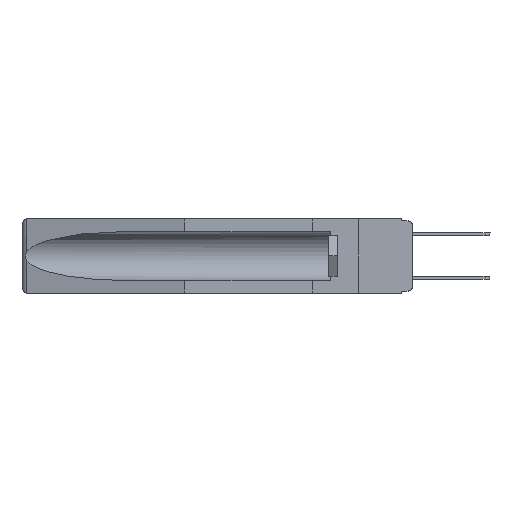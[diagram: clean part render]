
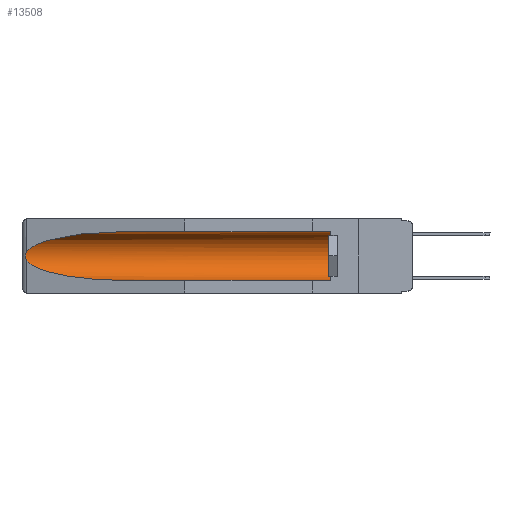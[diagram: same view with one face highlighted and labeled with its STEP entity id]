
A CAD part, left-side view. The second image highlights one B-rep face of the part: STEP entity #13508.
In plain terms, the highlighted cylindrical face has radius 2.857 mm (diameter 5.715 mm), a partial arc.
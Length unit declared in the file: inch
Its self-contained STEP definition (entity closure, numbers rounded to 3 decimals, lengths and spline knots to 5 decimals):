
#131 = VERTEX_POINT ( 'NONE', #13804 ) ;
#141 = DIRECTION ( 'NONE',  ( 0., 1., 0. ) ) ;
#2444 = VERTEX_POINT ( 'NONE', #10474 ) ;
#2473 = DIRECTION ( 'NONE',  ( 0., 0., 1. ) ) ;
#3535 =( BOUNDED_CURVE ( )  B_SPLINE_CURVE ( 3, ( #24661, #10538, #22914, #16343 ),
 .UNSPECIFIED., .F., .F. ) 
 B_SPLINE_CURVE_WITH_KNOTS ( ( 4, 4 ),
 ( 4.71239, 6.08839 ),
 .UNSPECIFIED. ) 
 CURVE ( )  GEOMETRIC_REPRESENTATION_ITEM ( )  RATIONAL_B_SPLINE_CURVE ( ( 1., 0.848, 0.848, 1. ) ) 
 REPRESENTATION_ITEM ( '' )  );
#3834 = ORIENTED_EDGE ( 'NONE', *, *, #6625, .T. ) ;
#3855 = CARTESIAN_POINT ( 'NONE',  ( 0.155, 0.126, -0.059 ) ) ;
#3897 = LINE ( 'NONE', #20970, #25227 ) ;
#3939 = AXIS2_PLACEMENT_3D ( 'NONE', #13986, #5956, #24391 ) ;
#3941 = ORIENTED_EDGE ( 'NONE', *, *, #19441, .T. ) ;
#3950 = VERTEX_POINT ( 'NONE', #3855 ) ;
#4285 = CARTESIAN_POINT ( 'NONE',  ( 0.21114, 1.30732, -0.284 ) ) ;
#4295 = CARTESIAN_POINT ( 'NONE',  ( 0.26597, 1.52961, -0.15275 ) ) ;
#4741 = CARTESIAN_POINT ( 'NONE',  ( 0.2673, 1.5327, -0.16383 ) ) ;
#5942 = CARTESIAN_POINT ( 'NONE',  ( 0.155, 1.07973, -0.059 ) ) ;
#5956 = DIRECTION ( 'NONE',  ( 0., -1., 0. ) ) ;
#6046 = VERTEX_POINT ( 'NONE', #7893 ) ;
#6275 = CARTESIAN_POINT ( 'NONE',  ( 0.155, 1.07973, -0.284 ) ) ;
#6451 = CARTESIAN_POINT ( 'NONE',  ( 0.2675, 1.53308, -0.17534 ) ) ;
#6625 = EDGE_CURVE ( 'NONE', #17879, #2444, #3535, .T. ) ;
#7705 = CIRCLE ( 'NONE', #3939, 0.1125 ) ;
#7893 = CARTESIAN_POINT ( 'NONE',  ( 0.26537, 1.52718, -0.19328 ) ) ;
#8638 = ORIENTED_EDGE ( 'NONE', *, *, #8715, .T. ) ;
#8715 = EDGE_CURVE ( 'NONE', #16814, #3950, #7705, .T. ) ;
#9853 = ORIENTED_EDGE ( 'NONE', *, *, #12026, .F. ) ;
#9967 = ORIENTED_EDGE ( 'NONE', *, *, #19829, .T. ) ;
#10474 = CARTESIAN_POINT ( 'NONE',  ( 0.26537, 1.52718, -0.14972 ) ) ;
#10538 = CARTESIAN_POINT ( 'NONE',  ( 0.21114, 1.30732, -0.059 ) ) ;
#10870 = CARTESIAN_POINT ( 'NONE',  ( 0.26655, 1.53094, -0.18657 ) ) ;
#11228 = DIRECTION ( 'NONE',  ( 0., 1., 0. ) ) ;
#11765 = EDGE_LOOP ( 'NONE', ( #3834, #26550, #3941, #9853, #8638, #9967 ) ) ;
#12026 = EDGE_CURVE ( 'NONE', #16814, #131, #3897, .T. ) ;
#12694 = CARTESIAN_POINT ( 'NONE',  ( 0.2675, 1.53308, -0.16763 ) ) ;
#13508 = ADVANCED_FACE ( 'NONE', ( #21916 ), #16099, .F. ) ;
#13804 = CARTESIAN_POINT ( 'NONE',  ( 0.155, 1.07973, -0.284 ) ) ;
#13986 = CARTESIAN_POINT ( 'NONE',  ( 0.155, 0.126, -0.1715 ) ) ;
#15185 = VECTOR ( 'NONE', #11228, 39.37008 ) ;
#16099 = CYLINDRICAL_SURFACE ( 'NONE', #22168, 0.1125 ) ;
#16343 = CARTESIAN_POINT ( 'NONE',  ( 0.26537, 1.52718, -0.14972 ) ) ;
#16652 = CARTESIAN_POINT ( 'NONE',  ( 0.25451, 1.48313, -0.24835 ) ) ;
#16663 = CARTESIAN_POINT ( 'NONE',  ( 0.26537, 1.52718, -0.14972 ) ) ;
#16787 =( BOUNDED_CURVE ( )  B_SPLINE_CURVE ( 3, ( #22624, #16652, #4285, #6275 ),
 .UNSPECIFIED., .F., .F. ) 
 B_SPLINE_CURVE_WITH_KNOTS ( ( 4, 4 ),
 ( 0.1948, 1.5708 ),
 .UNSPECIFIED. ) 
 CURVE ( )  GEOMETRIC_REPRESENTATION_ITEM ( )  RATIONAL_B_SPLINE_CURVE ( ( 1., 0.848, 0.848, 1. ) ) 
 REPRESENTATION_ITEM ( '' )  );
#16814 = VERTEX_POINT ( 'NONE', #25219 ) ;
#16848 = CARTESIAN_POINT ( 'NONE',  ( 0.26597, 1.5296, -0.19026 ) ) ;
#16938 = DIRECTION ( 'NONE',  ( 0., 1., 0. ) ) ;
#17879 = VERTEX_POINT ( 'NONE', #5942 ) ;
#18848 = CARTESIAN_POINT ( 'NONE',  ( 0.155, -0.30754, -0.1715 ) ) ;
#19441 = EDGE_CURVE ( 'NONE', #6046, #131, #16787, .T. ) ;
#19829 = EDGE_CURVE ( 'NONE', #3950, #17879, #23593, .T. ) ;
#20970 = CARTESIAN_POINT ( 'NONE',  ( 0.155, -0.30754, -0.284 ) ) ;
#21154 = CARTESIAN_POINT ( 'NONE',  ( 0.26537, 1.52718, -0.19328 ) ) ;
#21329 = CARTESIAN_POINT ( 'NONE',  ( 0.155, -0.30754, -0.059 ) ) ;
#21916 = FACE_OUTER_BOUND ( 'NONE', #11765, .T. ) ;
#22168 = AXIS2_PLACEMENT_3D ( 'NONE', #18848, #16938, #2473 ) ;
#22624 = CARTESIAN_POINT ( 'NONE',  ( 0.26537, 1.52718, -0.19328 ) ) ;
#22879 = EDGE_CURVE ( 'NONE', #2444, #6046, #24423, .T. ) ;
#22914 = CARTESIAN_POINT ( 'NONE',  ( 0.25451, 1.48313, -0.09465 ) ) ;
#22986 = CARTESIAN_POINT ( 'NONE',  ( 0.26654, 1.53092, -0.15636 ) ) ;
#23252 = CARTESIAN_POINT ( 'NONE',  ( 0.2673, 1.53269, -0.17917 ) ) ;
#23593 = LINE ( 'NONE', #21329, #15185 ) ;
#24391 = DIRECTION ( 'NONE',  ( 0., 0., 1. ) ) ;
#24423 = B_SPLINE_CURVE_WITH_KNOTS ( 'NONE', 3,
 ( #16663, #4295, #22986, #4741, #12694, #6451, #23252, #10870, #16848, #21154 ),
 .UNSPECIFIED., .F., .F.,
 ( 4, 2, 2, 2, 4 ),
 ( 0., 0.00029, 0.00058, 0.00087, 0.00117 ),
 .UNSPECIFIED. ) ;
#24661 = CARTESIAN_POINT ( 'NONE',  ( 0.155, 1.07973, -0.059 ) ) ;
#25219 = CARTESIAN_POINT ( 'NONE',  ( 0.155, 0.126, -0.284 ) ) ;
#25227 = VECTOR ( 'NONE', #141, 39.37008 ) ;
#26550 = ORIENTED_EDGE ( 'NONE', *, *, #22879, .T. ) ;
